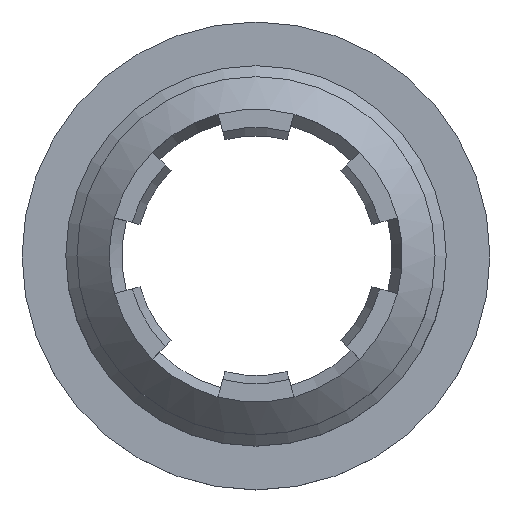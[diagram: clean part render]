
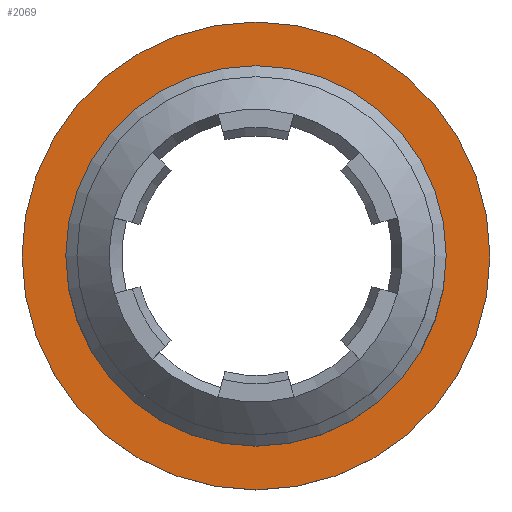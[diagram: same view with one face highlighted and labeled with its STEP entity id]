
A CAD part, top view. The second image highlights one B-rep face of the part: STEP entity #2069.
In plain terms, the highlighted planar face has unit normal (0, 0, 1).
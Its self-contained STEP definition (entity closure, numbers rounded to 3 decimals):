
#2023 = EDGE_CURVE('',#2024,#2024,#2026,.T.);
#2024 = VERTEX_POINT('',#2025);
#2025 = CARTESIAN_POINT('',(-5.75,0.,1.));
#2026 = CIRCLE('',#2027,5.75);
#2027 = AXIS2_PLACEMENT_3D('',#2028,#2029,#2030);
#2028 = CARTESIAN_POINT('',(0.,0.,1.));
#2029 = DIRECTION('',(0.,0.,1.));
#2030 = DIRECTION('',(-1.,0.,0.));
#2069 = ADVANCED_FACE('',(#2070,#2073),#2084,.T.);
#2070 = FACE_BOUND('',#2071,.T.);
#2071 = EDGE_LOOP('',(#2072));
#2072 = ORIENTED_EDGE('',*,*,#2023,.T.);
#2073 = FACE_BOUND('',#2074,.T.);
#2074 = EDGE_LOOP('',(#2075));
#2075 = ORIENTED_EDGE('',*,*,#2076,.F.);
#2076 = EDGE_CURVE('',#2077,#2077,#2079,.T.);
#2077 = VERTEX_POINT('',#2078);
#2078 = CARTESIAN_POINT('',(-4.675,0.,1.));
#2079 = CIRCLE('',#2080,4.675);
#2080 = AXIS2_PLACEMENT_3D('',#2081,#2082,#2083);
#2081 = CARTESIAN_POINT('',(0.,0.,1.));
#2082 = DIRECTION('',(0.,0.,1.));
#2083 = DIRECTION('',(-1.,0.,0.));
#2084 = PLANE('',#2085);
#2085 = AXIS2_PLACEMENT_3D('',#2086,#2087,#2088);
#2086 = CARTESIAN_POINT('',(0.,0.,1.));
#2087 = DIRECTION('',(0.,0.,1.));
#2088 = DIRECTION('',(-1.,0.,0.));
